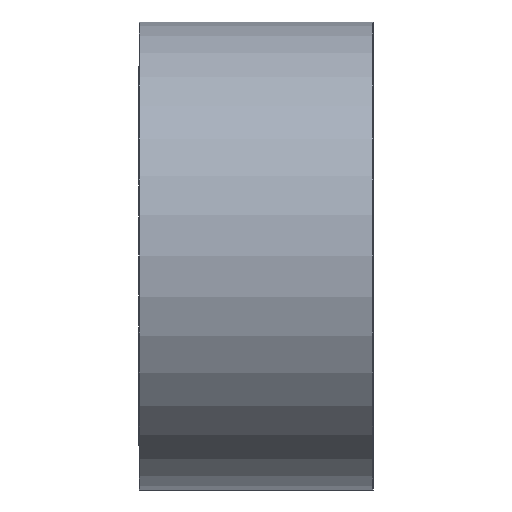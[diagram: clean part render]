
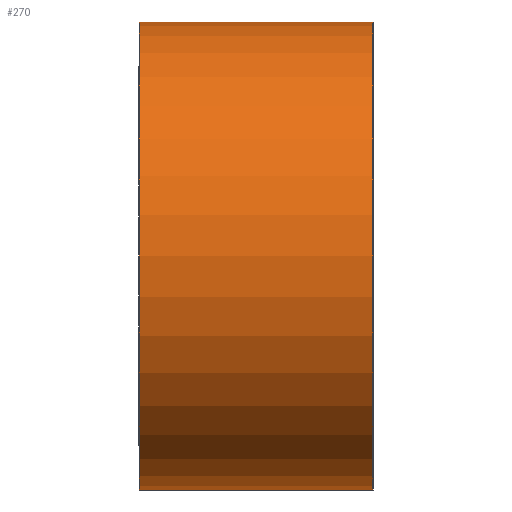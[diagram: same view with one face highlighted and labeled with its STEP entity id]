
A CAD part, left-side view. The second image highlights one B-rep face of the part: STEP entity #270.
In plain terms, the highlighted cylindrical face has radius 4 mm (diameter 8 mm), a partial arc.
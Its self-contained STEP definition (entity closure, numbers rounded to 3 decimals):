
#1 = CARTESIAN_POINT ( 'NONE',  ( -4., 4., 4. ) ) ;
#15 = VECTOR ( 'NONE', #27, 1000. ) ;
#26 = DIRECTION ( 'NONE',  ( 0., 0., 1. ) ) ;
#27 = DIRECTION ( 'NONE',  ( 0., -1., 0. ) ) ;
#28 = EDGE_CURVE ( 'NONE', #337, #355, #103, .T. ) ;
#49 = ORIENTED_EDGE ( 'NONE', *, *, #366, .F. ) ;
#51 = ORIENTED_EDGE ( 'NONE', *, *, #302, .F. ) ;
#55 = CARTESIAN_POINT ( 'NONE',  ( -4., 0., 4. ) ) ;
#60 = DIRECTION ( 'NONE',  ( 0., 1., 0. ) ) ;
#80 = EDGE_LOOP ( 'NONE', ( #345, #51, #49, #232 ) ) ;
#103 = CIRCLE ( 'NONE', #282, 4. ) ;
#114 = VERTEX_POINT ( 'NONE', #153 ) ;
#137 = VERTEX_POINT ( 'NONE', #1 ) ;
#141 = DIRECTION ( 'NONE',  ( 0., 0., 1. ) ) ;
#145 = DIRECTION ( 'NONE',  ( 0., -1., 0. ) ) ;
#153 = CARTESIAN_POINT ( 'NONE',  ( -4., 4., -4. ) ) ;
#155 = CARTESIAN_POINT ( 'NONE',  ( -4., 4., 0. ) ) ;
#170 = LINE ( 'NONE', #266, #15 ) ;
#183 = CARTESIAN_POINT ( 'NONE',  ( -4., 4., 0. ) ) ;
#196 = EDGE_CURVE ( 'NONE', #114, #337, #170, .T. ) ;
#232 = ORIENTED_EDGE ( 'NONE', *, *, #196, .T. ) ;
#234 = CARTESIAN_POINT ( 'NONE',  ( -4., 4., 4. ) ) ;
#245 = CYLINDRICAL_SURFACE ( 'NONE', #280, 4. ) ;
#266 = CARTESIAN_POINT ( 'NONE',  ( -4., 4., -4. ) ) ;
#268 = VECTOR ( 'NONE', #145, 1000. ) ;
#270 = ADVANCED_FACE ( 'NONE', ( #316 ), #245, .T. ) ;
#280 = AXIS2_PLACEMENT_3D ( 'NONE', #155, #364, #301 ) ;
#282 = AXIS2_PLACEMENT_3D ( 'NONE', #288, #313, #141 ) ;
#288 = CARTESIAN_POINT ( 'NONE',  ( -4., 0., 0. ) ) ;
#301 = DIRECTION ( 'NONE',  ( 0., 0., -1. ) ) ;
#302 = EDGE_CURVE ( 'NONE', #137, #355, #303, .T. ) ;
#303 = LINE ( 'NONE', #234, #268 ) ;
#313 = DIRECTION ( 'NONE',  ( 0., 1., 0. ) ) ;
#316 = FACE_OUTER_BOUND ( 'NONE', #80, .T. ) ;
#333 = CARTESIAN_POINT ( 'NONE',  ( -4., 0., -4. ) ) ;
#337 = VERTEX_POINT ( 'NONE', #333 ) ;
#344 = AXIS2_PLACEMENT_3D ( 'NONE', #183, #60, #26 ) ;
#345 = ORIENTED_EDGE ( 'NONE', *, *, #28, .T. ) ;
#348 = CIRCLE ( 'NONE', #344, 4. ) ;
#355 = VERTEX_POINT ( 'NONE', #55 ) ;
#364 = DIRECTION ( 'NONE',  ( 0., -1., 0. ) ) ;
#366 = EDGE_CURVE ( 'NONE', #114, #137, #348, .T. ) ;
